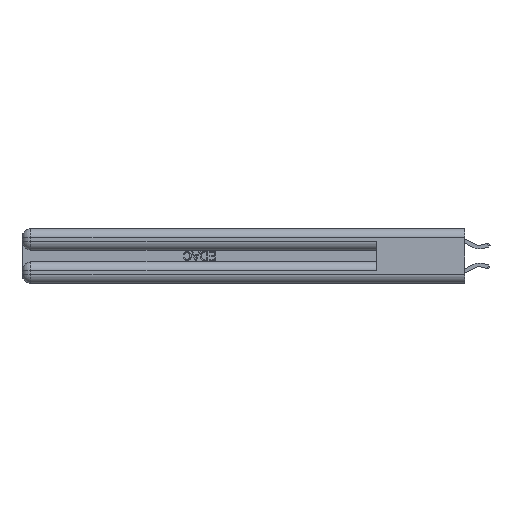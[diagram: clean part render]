
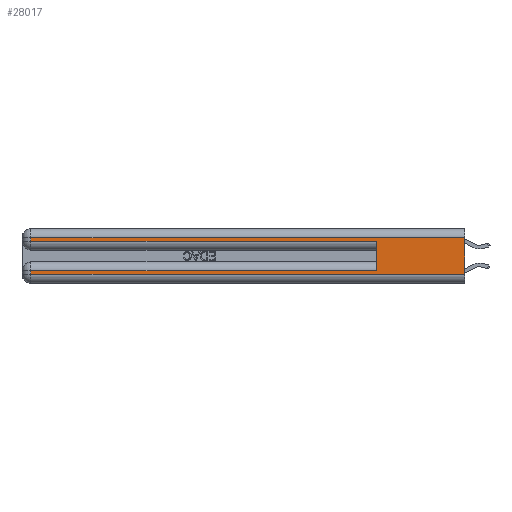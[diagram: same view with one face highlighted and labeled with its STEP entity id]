
A CAD part, left-side view. The second image highlights one B-rep face of the part: STEP entity #28017.
In plain terms, the highlighted planar face has unit normal (-1, 0, 0).
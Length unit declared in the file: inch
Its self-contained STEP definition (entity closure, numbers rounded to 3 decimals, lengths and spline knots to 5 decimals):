
#125 = VECTOR ( 'NONE', #6507, 39.37008 ) ;
#595 = VECTOR ( 'NONE', #7328, 39.37008 ) ;
#1516 = CARTESIAN_POINT ( 'NONE',  ( 0., 0., 0.37 ) ) ;
#1781 = ORIENTED_EDGE ( 'NONE', *, *, #13431, .T. ) ;
#2130 = ORIENTED_EDGE ( 'NONE', *, *, #27991, .F. ) ;
#2956 = CARTESIAN_POINT ( 'NONE',  ( 0., 0.6, 0.085 ) ) ;
#3055 = DIRECTION ( 'NONE',  ( 0., 0., -1. ) ) ;
#3074 = DIRECTION ( 'NONE',  ( 0., 0., -1. ) ) ;
#3259 = PLANE ( 'NONE',  #21909 ) ;
#3282 = VERTEX_POINT ( 'NONE', #27744 ) ;
#3716 = DIRECTION ( 'NONE',  ( 0., 0., -1. ) ) ;
#5582 = LINE ( 'NONE', #8515, #18419 ) ;
#6336 = VERTEX_POINT ( 'NONE', #22540 ) ;
#6507 = DIRECTION ( 'NONE',  ( 0., -1., 0. ) ) ;
#7090 = VECTOR ( 'NONE', #36109, 39.37008 ) ;
#7328 = DIRECTION ( 'NONE',  ( 0., 1., 0. ) ) ;
#8100 = LINE ( 'NONE', #30392, #7090 ) ;
#8401 = LINE ( 'NONE', #19635, #19429 ) ;
#8515 = CARTESIAN_POINT ( 'NONE',  ( 0., 0., 0.085 ) ) ;
#8766 = CARTESIAN_POINT ( 'NONE',  ( 0., 2.94, 0.06 ) ) ;
#11957 = ORIENTED_EDGE ( 'NONE', *, *, #23716, .T. ) ;
#12288 = CARTESIAN_POINT ( 'NONE',  ( 0., 2.94, 0.31 ) ) ;
#13431 = EDGE_CURVE ( 'NONE', #26868, #18207, #34763, .T. ) ;
#13515 = CARTESIAN_POINT ( 'NONE',  ( 0., 2.94, 0.085 ) ) ;
#13880 = VECTOR ( 'NONE', #3716, 39.37008 ) ;
#14786 = LINE ( 'NONE', #26031, #125 ) ;
#15869 = VERTEX_POINT ( 'NONE', #25266 ) ;
#15929 = ORIENTED_EDGE ( 'NONE', *, *, #33610, .F. ) ;
#16396 = VERTEX_POINT ( 'NONE', #2956 ) ;
#16537 = LINE ( 'NONE', #36076, #18983 ) ;
#18147 = DIRECTION ( 'NONE',  ( 0., 0., -1. ) ) ;
#18207 = VERTEX_POINT ( 'NONE', #12288 ) ;
#18419 = VECTOR ( 'NONE', #19747, 39.37008 ) ;
#18983 = VECTOR ( 'NONE', #33661, 39.37008 ) ;
#19429 = VECTOR ( 'NONE', #3055, 39.37008 ) ;
#19635 = CARTESIAN_POINT ( 'NONE',  ( 0., 2.94, 0.37 ) ) ;
#19747 = DIRECTION ( 'NONE',  ( 0., 1., 0. ) ) ;
#20959 = VECTOR ( 'NONE', #18147, 39.37008 ) ;
#21909 = AXIS2_PLACEMENT_3D ( 'NONE', #28308, #30895, #3074 ) ;
#21981 = ORIENTED_EDGE ( 'NONE', *, *, #25239, .T. ) ;
#22276 = EDGE_LOOP ( 'NONE', ( #15929, #1781, #26026, #28209, #2130, #29786, #11957, #21981 ) ) ;
#22330 = EDGE_CURVE ( 'NONE', #18207, #6336, #34718, .T. ) ;
#22540 = CARTESIAN_POINT ( 'NONE',  ( 0., 2.94, 0.285 ) ) ;
#23716 = EDGE_CURVE ( 'NONE', #30252, #25762, #8401, .T. ) ;
#25239 = EDGE_CURVE ( 'NONE', #25762, #15869, #8100, .T. ) ;
#25266 = CARTESIAN_POINT ( 'NONE',  ( 0., 0., 0.06 ) ) ;
#25762 = VERTEX_POINT ( 'NONE', #8766 ) ;
#26026 = ORIENTED_EDGE ( 'NONE', *, *, #22330, .T. ) ;
#26031 = CARTESIAN_POINT ( 'NONE',  ( 0., 0., 0.285 ) ) ;
#26868 = VERTEX_POINT ( 'NONE', #27250 ) ;
#27039 = CARTESIAN_POINT ( 'NONE',  ( 0., 0., 0.31 ) ) ;
#27250 = CARTESIAN_POINT ( 'NONE',  ( 0., 0., 0.31 ) ) ;
#27410 = EDGE_CURVE ( 'NONE', #6336, #3282, #14786, .T. ) ;
#27744 = CARTESIAN_POINT ( 'NONE',  ( 0., 0.6, 0.285 ) ) ;
#27991 = EDGE_CURVE ( 'NONE', #16396, #3282, #16537, .T. ) ;
#28017 = ADVANCED_FACE ( 'NONE', ( #28491 ), #3259, .F. ) ;
#28209 = ORIENTED_EDGE ( 'NONE', *, *, #27410, .T. ) ;
#28274 = EDGE_CURVE ( 'NONE', #16396, #30252, #5582, .T. ) ;
#28308 = CARTESIAN_POINT ( 'NONE',  ( 0., 0., 0.37 ) ) ;
#28491 = FACE_OUTER_BOUND ( 'NONE', #22276, .T. ) ;
#29324 = LINE ( 'NONE', #1516, #13880 ) ;
#29786 = ORIENTED_EDGE ( 'NONE', *, *, #28274, .T. ) ;
#30252 = VERTEX_POINT ( 'NONE', #13515 ) ;
#30392 = CARTESIAN_POINT ( 'NONE',  ( 0., 0., 0.06 ) ) ;
#30895 = DIRECTION ( 'NONE',  ( 1., 0., 0. ) ) ;
#33610 = EDGE_CURVE ( 'NONE', #26868, #15869, #29324, .T. ) ;
#33661 = DIRECTION ( 'NONE',  ( 0., 0., 1. ) ) ;
#34718 = LINE ( 'NONE', #35098, #20959 ) ;
#34763 = LINE ( 'NONE', #27039, #595 ) ;
#35098 = CARTESIAN_POINT ( 'NONE',  ( 0., 2.94, 0.37 ) ) ;
#36076 = CARTESIAN_POINT ( 'NONE',  ( 0., 0.6, 0.145 ) ) ;
#36109 = DIRECTION ( 'NONE',  ( 0., -1., 0. ) ) ;
